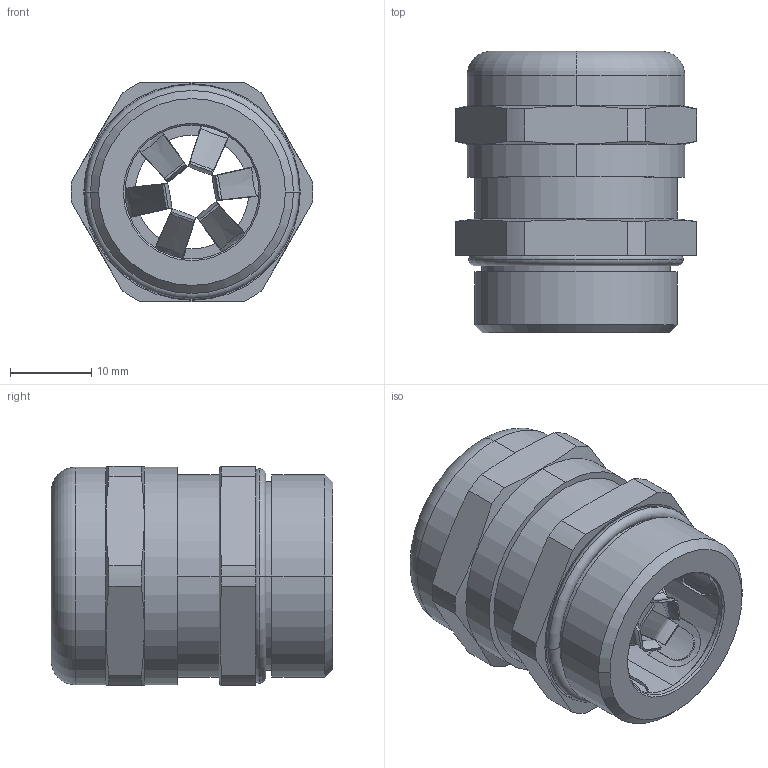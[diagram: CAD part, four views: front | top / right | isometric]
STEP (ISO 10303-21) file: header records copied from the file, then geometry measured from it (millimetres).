
FILE_DESCRIPTION((''),'2;1');
FILE_NAME('ASM0001_ASM','2020-12-23T',('dn.ye'),(''),'PRO/ENGINEER BY PARAMETRIC TECHNOLOGY CORPORATION, 2012480','PRO/ENGINEER BY PARAMETRIC TECHNOLOGY CORPORATION, 2012480','');
FILE_SCHEMA(('CONFIG_CONTROL_DESIGN'));
Length unit declared in the file: millimetre
Products named in the file (7): MSBR-6; MSBR-5; MSBR-4; MSBR-3; MSBR-2; MSBR-1; ASM0001_ASM
Assembly tree (6 placements, depth 2):
  ASM0001_ASM
    MSBR-6
    MSBR-5
    MSBR-4
    MSBR-3
    MSBR-2
    MSBR-1
Bounding box: 29.8 x 34.66 x 27 mm (x, y, z)
Volume: 10014 mm3; surface area: 14339.1 mm2
Topology: 6 solids, 6 shells, 449 faces, 1180 edges, 754 vertices
Faces by surface type: plane 185, cylinder 110, bspline 66, cone 45, torus 31, sphere 12
Entity records: 20202 total; most frequent: CARTESIAN_POINT 9301, ORIENTED_EDGE 2360, DIRECTION 2109, EDGE_CURVE 1180, AXIS2_PLACEMENT_3D 803, VERTEX_POINT 754, VECTOR 503, LINE 503
